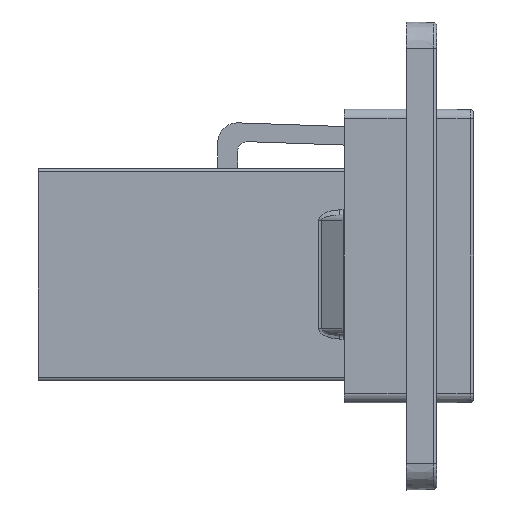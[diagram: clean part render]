
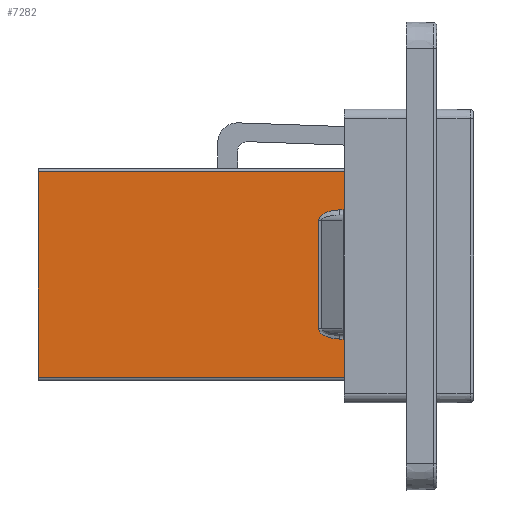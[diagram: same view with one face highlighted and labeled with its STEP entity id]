
A CAD part, left-side view. The second image highlights one B-rep face of the part: STEP entity #7282.
In plain terms, the highlighted planar face has unit normal (-1, 0, 0).
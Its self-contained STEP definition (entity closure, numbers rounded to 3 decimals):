
#17=ELLIPSE('',#7718,1.6,0.8);
#19=ELLIPSE('',#7722,1.6,0.8);
#75=FACE_BOUND('',#1186,.T.);
#799=FACE_OUTER_BOUND('',#1185,.T.);
#1185=EDGE_LOOP('',(#6021,#6022,#6023,#6024));
#1186=EDGE_LOOP('',(#6025,#6026,#6027,#6028,#6029,#6030));
#1618=LINE('',#10529,#2503);
#1863=LINE('',#11032,#2748);
#1882=LINE('',#11079,#2767);
#1884=LINE('',#11156,#2769);
#1887=LINE('',#11164,#2772);
#1891=LINE('',#11176,#2776);
#1893=LINE('',#11179,#2778);
#1894=LINE('',#11180,#2779);
#2503=VECTOR('',#8481,10.);
#2748=VECTOR('',#8938,10.);
#2767=VECTOR('',#8979,10.);
#2769=VECTOR('',#9001,10.);
#2772=VECTOR('',#9010,10.);
#2776=VECTOR('',#9022,10.);
#2778=VECTOR('',#9026,10.);
#2779=VECTOR('',#9027,10.);
#3368=VERTEX_POINT('',#10526);
#3369=VERTEX_POINT('',#10528);
#3521=VERTEX_POINT('',#11030);
#3538=VERTEX_POINT('',#11077);
#3539=VERTEX_POINT('',#11105);
#3540=VERTEX_POINT('',#11106);
#3543=VERTEX_POINT('',#11143);
#3544=VERTEX_POINT('',#11144);
#3547=VERTEX_POINT('',#11152);
#3554=VERTEX_POINT('',#11174);
#4130=EDGE_CURVE('',#3368,#3369,#1618,.F.);
#4382=EDGE_CURVE('',#3521,#3368,#1863,.T.);
#4406=EDGE_CURVE('',#3369,#3538,#1882,.T.);
#4407=EDGE_CURVE('',#3539,#3540,#17,.T.);
#4411=EDGE_CURVE('',#3543,#3544,#19,.T.);
#4417=EDGE_CURVE('',#3544,#3547,#1884,.T.);
#4421=EDGE_CURVE('',#3540,#3543,#1887,.T.);
#4427=EDGE_CURVE('',#3554,#3539,#1891,.T.);
#4429=EDGE_CURVE('',#3538,#3521,#1893,.F.);
#4430=EDGE_CURVE('',#3554,#3547,#1894,.T.);
#6021=ORIENTED_EDGE('',*,*,#4382,.F.);
#6022=ORIENTED_EDGE('',*,*,#4429,.F.);
#6023=ORIENTED_EDGE('',*,*,#4406,.F.);
#6024=ORIENTED_EDGE('',*,*,#4130,.F.);
#6025=ORIENTED_EDGE('',*,*,#4430,.T.);
#6026=ORIENTED_EDGE('',*,*,#4417,.F.);
#6027=ORIENTED_EDGE('',*,*,#4411,.F.);
#6028=ORIENTED_EDGE('',*,*,#4421,.F.);
#6029=ORIENTED_EDGE('',*,*,#4407,.F.);
#6030=ORIENTED_EDGE('',*,*,#4427,.F.);
#6935=PLANE('',#7735);
#7282=ADVANCED_FACE('',(#799,#75),#6935,.T.);
#7718=AXIS2_PLACEMENT_3D('',#11107,#8980,#8981);
#7722=AXIS2_PLACEMENT_3D('',#11145,#8988,#8989);
#7735=AXIS2_PLACEMENT_3D('',#11178,#9024,#9025);
#8481=DIRECTION('',(0.,0.,-1.));
#8938=DIRECTION('',(0.,1.,0.));
#8979=DIRECTION('',(0.,-1.,0.));
#8980=DIRECTION('center_axis',(-1.,0.,0.));
#8981=DIRECTION('ref_axis',(0.,1.,0.));
#8988=DIRECTION('center_axis',(-1.,0.,0.));
#8989=DIRECTION('ref_axis',(0.,1.,0.));
#9001=DIRECTION('',(0.,-1.,0.));
#9010=DIRECTION('',(0.,0.,-1.));
#9022=DIRECTION('',(0.,1.,0.));
#9024=DIRECTION('center_axis',(-1.,0.,0.));
#9025=DIRECTION('ref_axis',(0.,0.,1.));
#9026=DIRECTION('',(0.,0.,1.));
#9027=DIRECTION('',(0.,0.,-1.));
#10526=CARTESIAN_POINT('',(-7.25,33.,-9.2));
#10528=CARTESIAN_POINT('',(-7.25,33.,6.4));
#10529=CARTESIAN_POINT('',(-7.25,33.,6.51));
#11030=CARTESIAN_POINT('',(-7.25,0.,-9.2));
#11032=CARTESIAN_POINT('',(-7.25,33.,-9.2));
#11077=CARTESIAN_POINT('',(-7.25,0.,6.4));
#11079=CARTESIAN_POINT('',(-7.25,33.,6.4));
#11105=CARTESIAN_POINT('',(-7.25,10.139,3.5));
#11106=CARTESIAN_POINT('',(-7.25,11.739,2.7));
#11107=CARTESIAN_POINT('Origin',(-7.25,10.139,2.7));
#11143=CARTESIAN_POINT('',(-7.25,11.739,-5.5));
#11144=CARTESIAN_POINT('',(-7.25,10.139,-6.3));
#11145=CARTESIAN_POINT('Origin',(-7.25,10.139,-5.5));
#11152=CARTESIAN_POINT('',(-7.25,9.9,-6.3));
#11156=CARTESIAN_POINT('',(-7.25,5.383,-6.3));
#11164=CARTESIAN_POINT('',(-7.25,11.739,-5.5));
#11174=CARTESIAN_POINT('',(-7.25,9.9,3.5));
#11176=CARTESIAN_POINT('',(-7.25,5.383,3.5));
#11178=CARTESIAN_POINT('Origin',(-7.25,0.,-9.6));
#11179=CARTESIAN_POINT('',(-7.25,0.,-1.69));
#11180=CARTESIAN_POINT('',(-7.25,9.9,-5.5));
